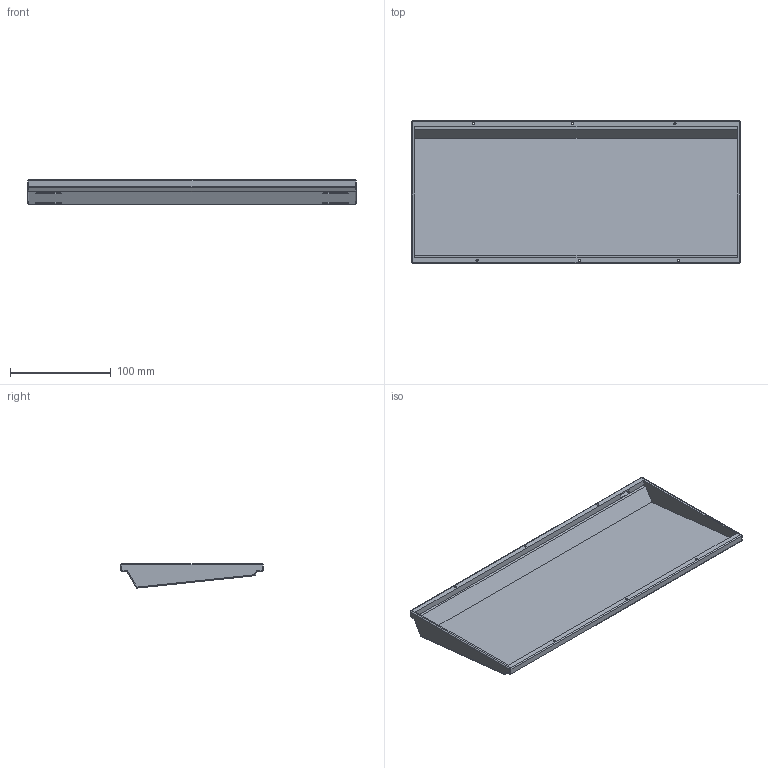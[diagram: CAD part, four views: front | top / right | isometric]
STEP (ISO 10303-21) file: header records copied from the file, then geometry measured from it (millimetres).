
FILE_DESCRIPTION(/* description */ (''),/* implementation_level */ '2;1');
FILE_NAME(/* name */ '',/* time_stamp */ '2025-06-28T21:13:40+08:00',/* author */ (''),/* organization */ (''),/* preprocessor_version */ 'ST-DEVELOPER v20.1',/* originating_system */ 'Autodesk Translation Framework v14.10.0.0',/* authorisation */ '');
FILE_SCHEMA (('AUTOMOTIVE_DESIGN { 1 0 10303 214 3 1 1 }'));
Length unit declared in the file: millimetre
Products named in the file (1): 下壳
Bounding box: 325.94 x 141.4 x 24.04 mm (x, y, z)
Volume: 176088.6 mm3; surface area: 117807.7 mm2
Topology: 1 solids, 1 shells, 116 faces, 263 edges, 160 vertices
Faces by surface type: plane 54, cylinder 50, sphere 12
Full cylindrical faces by diameter (mm): 2.2 x6, 3.4 x6
Entity records: 3276 total; most frequent: DIRECTION 593, CARTESIAN_POINT 540, ORIENTED_EDGE 526, EDGE_CURVE 263, AXIS2_PLACEMENT_3D 213, LINE 167, VECTOR 167, VERTEX_POINT 160
